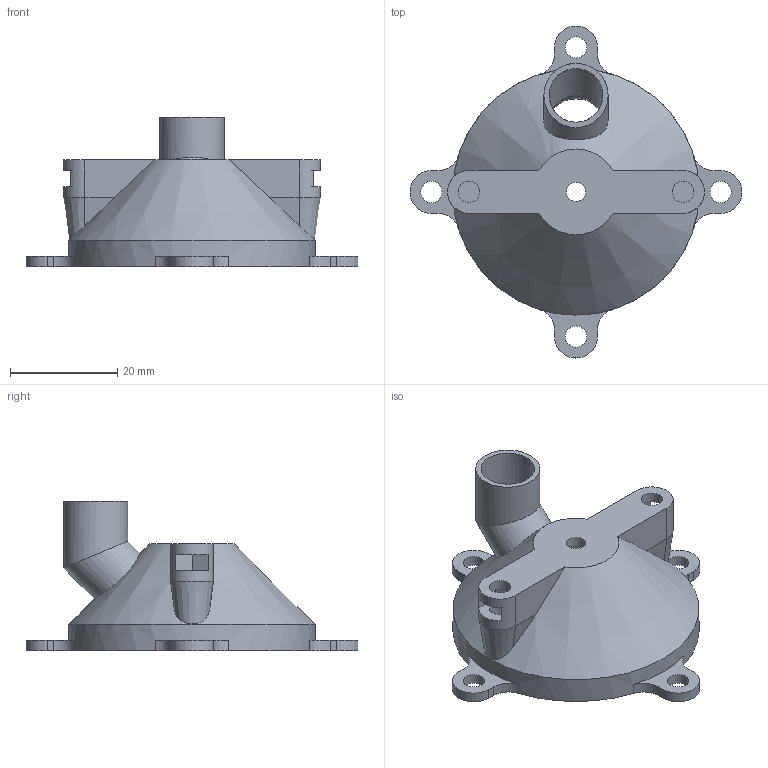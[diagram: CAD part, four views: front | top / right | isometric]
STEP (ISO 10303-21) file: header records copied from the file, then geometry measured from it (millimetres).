
FILE_DESCRIPTION(('STEP AP242'), '1');
FILE_NAME('itemPumpTop', '', ('UNSPECIFIED'), ('UNSPECIFIED'), 'C3D Converter', 'C3D Toolkit', '');
FILE_SCHEMA(('AP242_MANAGED_MODEL_BASED_3D_ENGINEERING_MIM_LF { 1 0 10303 442 1 1 4 }'));
Length unit declared in the file: millimetre
Bounding box: 62 x 62 x 28 mm (x, y, z)
Volume: 6610.1 mm3; surface area: 8282 mm2
Topology: 1 solids, 1 shells, 72 faces, 184 edges, 120 vertices
Faces by surface type: plane 38, cylinder 29, cone 4, bspline 1
Full cylindrical faces by diameter (mm): 3.6 x1, 4 x8, 10 x2, 12 x2, 42 x1, 46 x1
Entity records: 2850 total; most frequent: CARTESIAN_POINT 1084, DIRECTION 360, ORIENTED_EDGE 330, EDGE_CURVE 165, AXIS2_PLACEMENT_3D 139, VERTEX_POINT 119, EDGE_LOOP 112, LINE 82
